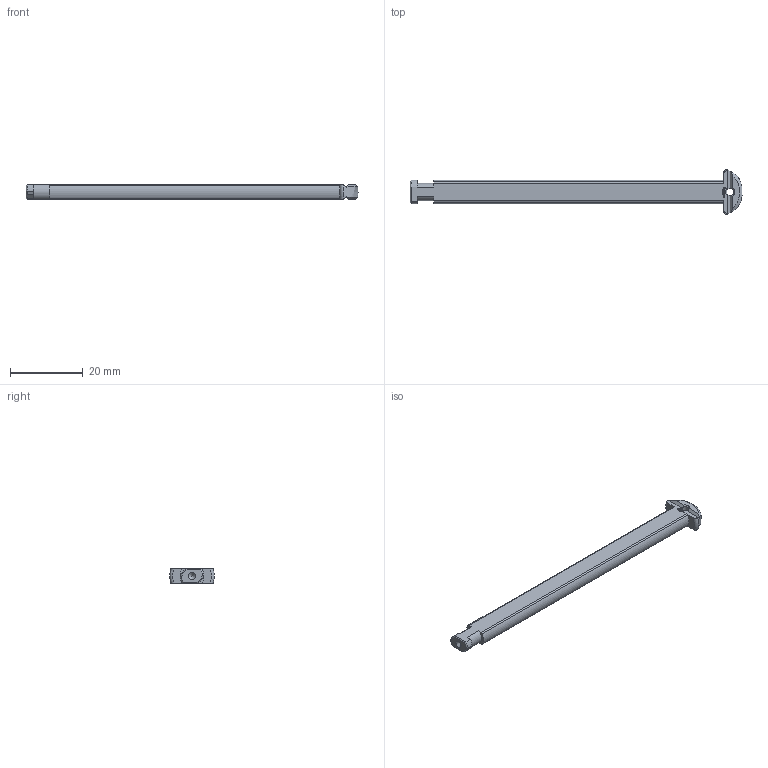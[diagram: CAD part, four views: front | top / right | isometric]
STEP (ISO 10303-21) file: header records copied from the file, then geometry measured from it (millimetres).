
FILE_DESCRIPTION(('FreeCAD Model'),'2;1');
FILE_NAME('Open CASCADE Shape Model','2022-06-09T15:05:42',('Author'),( ''),'Open CASCADE STEP processor 7.5','FreeCAD','Unknown');
FILE_SCHEMA(('AUTOMOTIVE_DESIGN { 1 0 10303 214 1 1 1 1 }'));
Length unit declared in the file: millimetre
Products named in the file (1): Pin CL RHD BU06.50 - SPN-PIN-0066 (stemfie.org)
Bounding box: 91.25 x 12.25 x 4 mm (x, y, z)
Volume: 2241.7 mm3; surface area: 1843.5 mm2
Topology: 1 solids, 1 shells, 497 faces, 1395 edges, 930 vertices
Faces by surface type: plane 326, bspline 154, cone 8, cylinder 7, torus 2
Full cylindrical faces by diameter (mm): 2 x1
Entity records: 36673 total; most frequent: CARTESIAN_POINT 11045, DIRECTION 3854, LINE 3068, VECTOR 3068, ORIENTED_EDGE 2786, PCURVE 2786, DEFINITIONAL_REPRESENTATION 2786, EDGE_CURVE 1393
